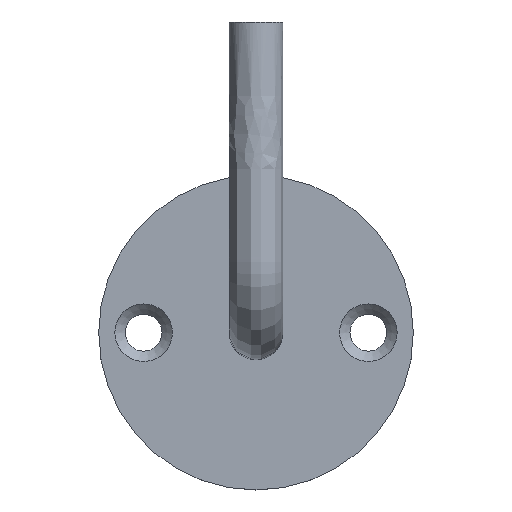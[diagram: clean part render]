
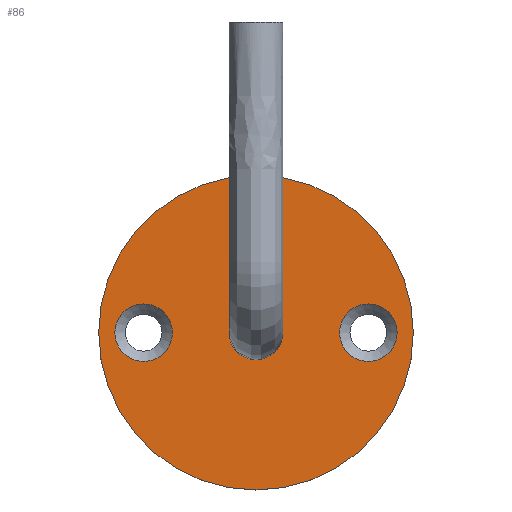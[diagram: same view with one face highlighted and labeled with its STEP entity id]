
A CAD part, top view. The second image highlights one B-rep face of the part: STEP entity #86.
In plain terms, the highlighted planar face has unit normal (0, 0, 1).
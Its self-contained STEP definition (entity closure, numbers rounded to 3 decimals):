
#48=PLANE('',#326);
#67=FACE_BOUND('',#120,.T.);
#68=FACE_BOUND('',#121,.T.);
#69=FACE_BOUND('',#122,.T.);
#70=FACE_BOUND('',#123,.T.);
#86=ADVANCED_FACE('',(#67,#68,#69,#70),#48,.T.);
#120=EDGE_LOOP('',(#171));
#121=EDGE_LOOP('',(#172));
#122=EDGE_LOOP('',(#173));
#123=EDGE_LOOP('',(#174));
#142=B_SPLINE_CURVE_WITH_KNOTS('',3,(#2056,#2057,#2058,#2059,#2060,#2061,
#2062,#2063,#2064,#2065,#2066,#2067,#2068,#2069,#2070,#2071,#2072,#2073,
#2074,#2075,#2076,#2077,#2078,#2079,#2080),.UNSPECIFIED.,.T.,.F.,(1,3,1,
1,1,1,1,1,1,1,1,1,1,1,1,1,1,1,1,1,1,1,1,3,1),(-0.063,0.,0.063,0.125,0.188,
0.219,0.25,0.281,0.313,0.375,0.438,0.469,0.5,0.531,0.563,0.625,
0.688,0.719,0.75,0.781,0.813,0.875,0.938,1.,1.063),
 .UNSPECIFIED.);
#171=ORIENTED_EDGE('',*,*,#250,.T.);
#172=ORIENTED_EDGE('',*,*,#251,.T.);
#173=ORIENTED_EDGE('',*,*,#247,.T.);
#174=ORIENTED_EDGE('',*,*,#243,.F.);
#220=VERTEX_POINT('',#2081);
#224=VERTEX_POINT('',#2715);
#227=VERTEX_POINT('',#2723);
#228=VERTEX_POINT('',#2725);
#243=EDGE_CURVE('',#220,#220,#142,.T.);
#247=EDGE_CURVE('',#224,#224,#282,.T.);
#250=EDGE_CURVE('',#227,#227,#285,.T.);
#251=EDGE_CURVE('',#228,#228,#286,.T.);
#282=CIRCLE('',#319,35.);
#285=CIRCLE('',#324,6.4);
#286=CIRCLE('',#325,6.4);
#319=AXIS2_PLACEMENT_3D('',#2714,#365,#366);
#324=AXIS2_PLACEMENT_3D('',#2722,#375,#376);
#325=AXIS2_PLACEMENT_3D('',#2724,#377,#378);
#326=AXIS2_PLACEMENT_3D('',#2726,#379,#380);
#365=DIRECTION('',(0.,0.,1.));
#366=DIRECTION('',(1.,0.,0.));
#375=DIRECTION('',(0.,0.,-1.));
#376=DIRECTION('',(1.,0.,0.));
#377=DIRECTION('',(0.,0.,-1.));
#378=DIRECTION('',(1.,0.,0.));
#379=DIRECTION('',(0.,0.,1.));
#380=DIRECTION('',(1.,0.,0.));
#2056=CARTESIAN_POINT('',(6.,0.,4.));
#2057=CARTESIAN_POINT('',(6.,0.707,4.));
#2058=CARTESIAN_POINT('',(5.743,2.235,4.));
#2059=CARTESIAN_POINT('',(4.369,4.369,4.));
#2060=CARTESIAN_POINT('',(2.591,5.514,4.));
#2061=CARTESIAN_POINT('',(1.089,5.936,4.));
#2062=CARTESIAN_POINT('',(0.,6.032,4.));
#2063=CARTESIAN_POINT('',(-1.089,5.936,4.));
#2064=CARTESIAN_POINT('',(-2.591,5.514,4.));
#2065=CARTESIAN_POINT('',(-4.369,4.369,4.));
#2066=CARTESIAN_POINT('',(-5.514,2.591,4.));
#2067=CARTESIAN_POINT('',(-5.936,1.089,4.));
#2068=CARTESIAN_POINT('',(-6.032,0.,4.));
#2069=CARTESIAN_POINT('',(-5.936,-1.089,4.));
#2070=CARTESIAN_POINT('',(-5.514,-2.591,4.));
#2071=CARTESIAN_POINT('',(-4.369,-4.369,4.));
#2072=CARTESIAN_POINT('',(-2.591,-5.514,4.));
#2073=CARTESIAN_POINT('',(-1.089,-5.936,4.));
#2074=CARTESIAN_POINT('',(0.,-6.032,4.));
#2075=CARTESIAN_POINT('',(1.089,-5.936,4.));
#2076=CARTESIAN_POINT('',(2.591,-5.514,4.));
#2077=CARTESIAN_POINT('',(4.369,-4.369,4.));
#2078=CARTESIAN_POINT('',(5.743,-2.235,4.));
#2079=CARTESIAN_POINT('',(6.,-0.707,4.));
#2080=CARTESIAN_POINT('',(6.,0.,4.));
#2081=CARTESIAN_POINT('',(6.,0.,4.));
#2714=CARTESIAN_POINT('',(0.,0.,4.));
#2715=CARTESIAN_POINT('',(35.,0.,4.));
#2722=CARTESIAN_POINT('',(25.,0.,4.));
#2723=CARTESIAN_POINT('',(31.4,0.,4.));
#2724=CARTESIAN_POINT('',(-25.,0.,4.));
#2725=CARTESIAN_POINT('',(-18.6,0.,4.));
#2726=CARTESIAN_POINT('',(-12.5,0.,4.));
